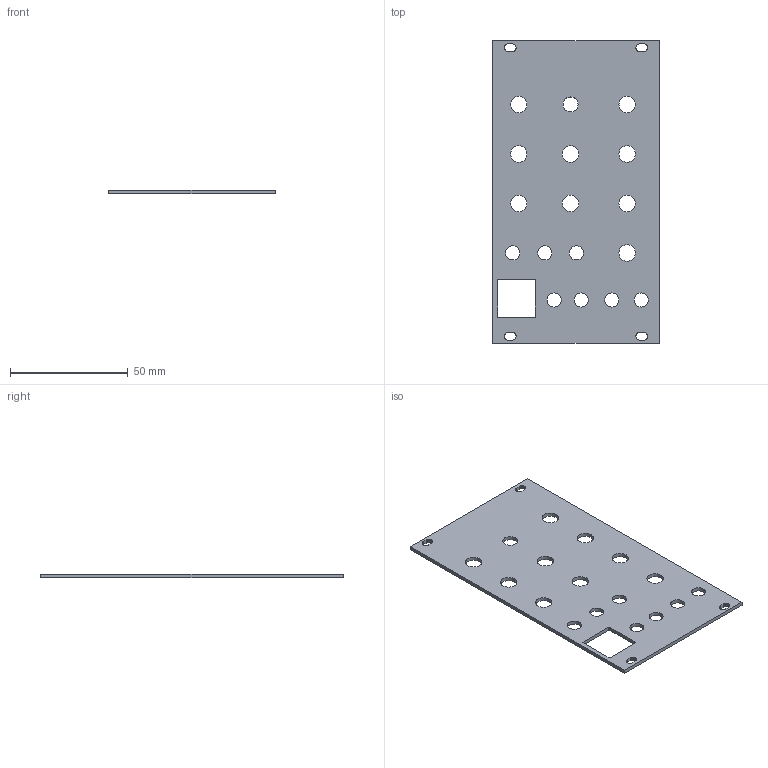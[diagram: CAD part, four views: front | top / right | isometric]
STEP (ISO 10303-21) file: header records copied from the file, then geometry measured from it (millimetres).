
FILE_DESCRIPTION(('KiCad electronic assembly'),'2;1');
FILE_NAME('QuadMod_Panel.step','2024-02-02T14:51:30',('Pcbnew'),('Kicad' ),'Open CASCADE STEP processor 7.7','KiCad to STEP converter', 'Unknown');
FILE_SCHEMA(('AUTOMOTIVE_DESIGN { 1 0 10303 214 1 1 1 1 }'));
Length unit declared in the file: millimetre
Products named in the file (2): QuadMod_Panel 1; _autosave-QuadMod_Panel PCB
Assembly tree (1 placements, depth 2):
  QuadMod_Panel 1
    _autosave-QuadMod_Panel PCB
Bounding box: 70.8 x 128.5 x 1.6 mm (x, y, z)
Volume: 13132.3 mm3; surface area: 17802.3 mm2
Topology: 1 solids, 1 shells, 211 faces, 627 edges, 418 vertices
Faces by surface type: plane 194, cylinder 17
Full cylindrical faces by diameter (mm): 6 x7, 6.35 x1, 7 x9
Entity records: 15009 total; most frequent: CARTESIAN_POINT 3052, DIRECTION 1971, LINE 1477, VECTOR 1477, ORIENTED_EDGE 1254, PCURVE 1254, DEFINITIONAL_REPRESENTATION 1254, EDGE_CURVE 627
